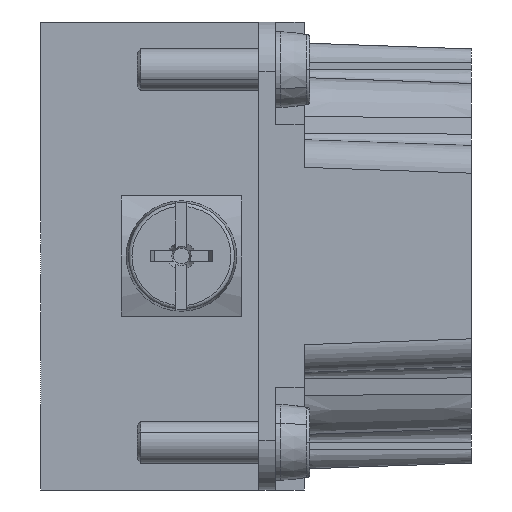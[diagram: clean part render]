
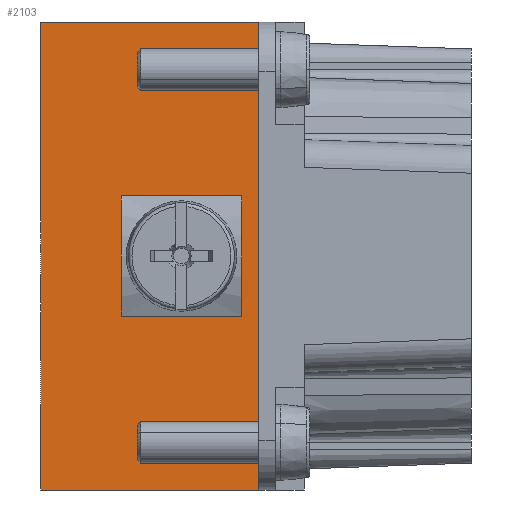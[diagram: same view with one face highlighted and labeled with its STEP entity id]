
A CAD part, left-side view. The second image highlights one B-rep face of the part: STEP entity #2103.
In plain terms, the highlighted planar face has unit normal (-1, 0, 0).
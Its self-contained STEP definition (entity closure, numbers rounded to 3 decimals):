
#1723=CIRCLE('',#22358,2.);
#2103=ADVANCED_FACE('',(#7738,#7739),#3343,.F.);
#3343=PLANE('',#22369);
#4158=LINE('',#30941,#5822);
#4212=LINE('',#31598,#5876);
#4215=LINE('',#31614,#5879);
#4216=LINE('',#31615,#5880);
#5822=VECTOR('',#23797,1.);
#5876=VECTOR('',#23961,1.);
#5879=VECTOR('',#23976,1.);
#5880=VECTOR('',#23977,1.);
#7738=FACE_BOUND('',#8110,.T.);
#7739=FACE_BOUND('',#8111,.T.);
#8110=EDGE_LOOP('',(#10051));
#8111=EDGE_LOOP('',(#10052,#10053,#10054,#10055));
#10051=ORIENTED_EDGE('',*,*,#18377,.F.);
#10052=ORIENTED_EDGE('',*,*,#18382,.T.);
#10053=ORIENTED_EDGE('',*,*,#18390,.T.);
#10054=ORIENTED_EDGE('',*,*,#18261,.F.);
#10055=ORIENTED_EDGE('',*,*,#18391,.F.);
#16141=VERTEX_POINT('',#30940);
#16142=VERTEX_POINT('',#30942);
#16235=VERTEX_POINT('',#31587);
#16240=VERTEX_POINT('',#31597);
#16241=VERTEX_POINT('',#31599);
#18261=EDGE_CURVE('',#16141,#16142,#4158,.T.);
#18377=EDGE_CURVE('',#16235,#16235,#1723,.T.);
#18382=EDGE_CURVE('',#16241,#16240,#4212,.T.);
#18390=EDGE_CURVE('',#16240,#16142,#4215,.T.);
#18391=EDGE_CURVE('',#16241,#16141,#4216,.T.);
#22358=AXIS2_PLACEMENT_3D('',#31586,#23950,#23951);
#22369=AXIS2_PLACEMENT_3D('',#31616,#23978,#23979);
#23797=DIRECTION('',(0.,0.,1.));
#23950=DIRECTION('',(-1.,0.,0.));
#23951=DIRECTION('',(0.,0.,-1.));
#23961=DIRECTION('',(0.,0.,1.));
#23976=DIRECTION('',(0.,1.,0.));
#23977=DIRECTION('',(0.,1.,0.));
#23978=DIRECTION('',(1.,0.,0.));
#23979=DIRECTION('',(0.,0.,-1.));
#30940=CARTESIAN_POINT('',(-38.525,31.5,-16.959));
#30941=CARTESIAN_POINT('',(-38.525,31.5,-10.809));
#30942=CARTESIAN_POINT('',(-38.525,31.5,16.941));
#31586=CARTESIAN_POINT('',(-38.525,21.3,-0.009));
#31587=CARTESIAN_POINT('',(-38.525,21.3,-2.009));
#31597=CARTESIAN_POINT('',(-38.525,15.7,16.941));
#31598=CARTESIAN_POINT('',(-38.525,15.7,-7.459));
#31599=CARTESIAN_POINT('',(-38.525,15.7,-16.959));
#31614=CARTESIAN_POINT('',(-38.525,26.648,16.941));
#31615=CARTESIAN_POINT('',(-38.525,26.648,-16.959));
#31616=CARTESIAN_POINT('',(-38.525,15.4,-16.959));
